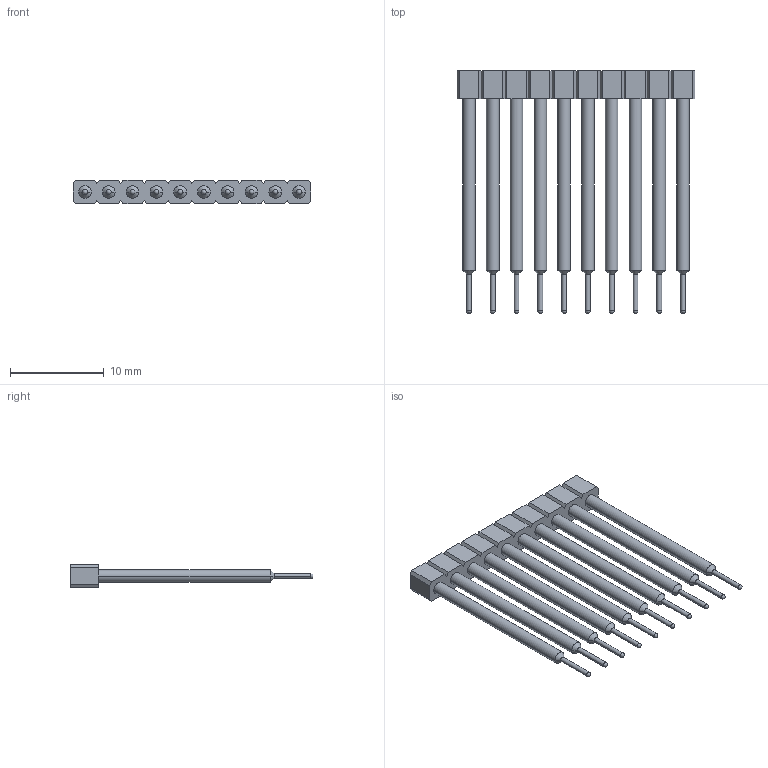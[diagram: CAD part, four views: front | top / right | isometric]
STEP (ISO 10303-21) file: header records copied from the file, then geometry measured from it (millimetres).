
FILE_DESCRIPTION(('STEP AP214'),'1');
FILE_NAME(' ',' ',('TraceParts'),('TraceParts S.A.'),'XStep 1.0',' ',' ');
FILE_SCHEMA(('automotive_design'));
Length unit declared in the file: millimetre
Products named in the file (1): 1
Bounding box: 25.4 x 25.91 x 2.54 mm (x, y, z)
Volume: 422.7 mm3; surface area: 1384.1 mm2
Topology: 1 solids, 1 shells, 194 faces, 486 edges, 304 vertices
Faces by surface type: plane 84, cylinder 80, cone 20, sphere 10
Entity records: 11088 total; most frequent: DIRECTION 1036, CARTESIAN_POINT 965, STYLED_ITEM 964, PRESENTATION_STYLE_ASSIGNMENT 964, COLOUR_RGB 964, ORIENTED_EDGE 932, EDGE_CURVE 466, CURVE_STYLE 466
